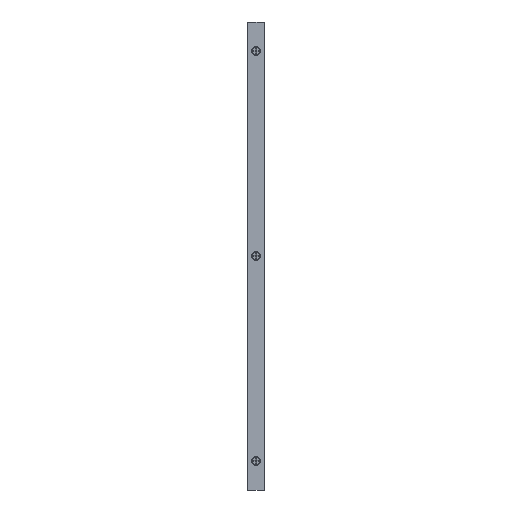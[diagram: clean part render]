
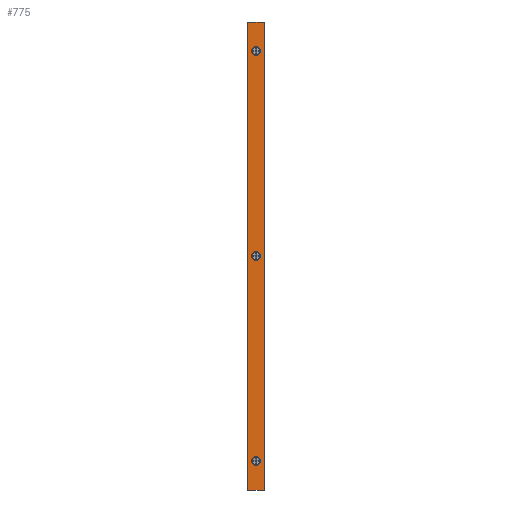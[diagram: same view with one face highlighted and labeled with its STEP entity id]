
A CAD part, front view. The second image highlights one B-rep face of the part: STEP entity #775.
In plain terms, the highlighted face is planar.
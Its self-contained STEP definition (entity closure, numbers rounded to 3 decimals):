
#112=CARTESIAN_POINT('',(3.,1.1,112.41));
#113=VERTEX_POINT('',#112);
#114=CARTESIAN_POINT('',(0.,1.1,112.41));
#115=DIRECTION('',(0.0,-1.0,0.0));
#116=DIRECTION('',(1.0,0.0,0.0));
#117=AXIS2_PLACEMENT_3D('',#114,#115,#116);
#118=CIRCLE('',#117,3.0);
#119=EDGE_CURVE('',#113,#113,#118,.T.);
#160=CARTESIAN_POINT('',(3.0,1.1,-29.83));
#161=VERTEX_POINT('',#160);
#162=CARTESIAN_POINT('',(0.0,1.1,-29.83));
#163=DIRECTION('',(0.0,-1.0,0.0));
#164=DIRECTION('',(1.0,0.0,0.0));
#165=AXIS2_PLACEMENT_3D('',#162,#163,#164);
#166=CIRCLE('',#165,3.0);
#167=EDGE_CURVE('',#161,#161,#166,.T.);
#208=CARTESIAN_POINT('',(3.,1.1,254.65));
#209=VERTEX_POINT('',#208);
#210=CARTESIAN_POINT('',(0.,1.1,254.65));
#211=DIRECTION('',(0.0,-1.0,0.0));
#212=DIRECTION('',(1.0,0.0,0.0));
#213=AXIS2_PLACEMENT_3D('',#210,#211,#212);
#214=CIRCLE('',#213,3.0);
#215=EDGE_CURVE('',#209,#209,#214,.T.);
#299=CARTESIAN_POINT('',(-5.7,1.1,274.82));
#300=VERTEX_POINT('',#299);
#307=CARTESIAN_POINT('',(-5.7,1.1,-50.0));
#308=VERTEX_POINT('',#307);
#309=CARTESIAN_POINT('',(-5.7,1.1,-50.0));
#310=DIRECTION('',(0.0,0.0,1.0));
#311=VECTOR('',#310,324.82);
#312=LINE('',#309,#311);
#313=EDGE_CURVE('',#308,#300,#312,.T.);
#427=CARTESIAN_POINT('',(5.7,1.1,274.82));
#428=VERTEX_POINT('',#427);
#435=CARTESIAN_POINT('',(-5.7,1.1,274.82));
#436=DIRECTION('',(1.0,0.0,0.0));
#437=VECTOR('',#436,11.4);
#438=LINE('',#435,#437);
#439=EDGE_CURVE('',#300,#428,#438,.T.);
#743=CARTESIAN_POINT('',(-5.7,1.1,-50.0));
#744=DIRECTION('',(0.0,1.0,0.0));
#745=DIRECTION('',(0.0,0.0,1.0));
#746=AXIS2_PLACEMENT_3D('',#743,#744,#745);
#747=PLANE('',#746);
#748=ORIENTED_EDGE('',*,*,#439,.T.);
#749=CARTESIAN_POINT('',(5.7,1.1,-50.0));
#750=VERTEX_POINT('',#749);
#751=CARTESIAN_POINT('',(5.7,1.1,-50.0));
#752=DIRECTION('',(0.0,0.0,1.0));
#753=VECTOR('',#752,324.82);
#754=LINE('',#751,#753);
#755=EDGE_CURVE('',#750,#428,#754,.T.);
#756=ORIENTED_EDGE('',*,*,#755,.F.);
#757=CARTESIAN_POINT('',(-5.7,1.1,-50.0));
#758=DIRECTION('',(1.0,0.0,0.0));
#759=VECTOR('',#758,11.4);
#760=LINE('',#757,#759);
#761=EDGE_CURVE('',#308,#750,#760,.T.);
#762=ORIENTED_EDGE('',*,*,#761,.F.);
#763=ORIENTED_EDGE('',*,*,#313,.T.);
#764=EDGE_LOOP('',(#748,#756,#762,#763));
#765=FACE_OUTER_BOUND('',#764,.T.);
#766=ORIENTED_EDGE('',*,*,#119,.T.);
#767=EDGE_LOOP('',(#766));
#768=FACE_BOUND('',#767,.T.);
#769=ORIENTED_EDGE('',*,*,#167,.T.);
#770=EDGE_LOOP('',(#769));
#771=FACE_BOUND('',#770,.T.);
#772=ORIENTED_EDGE('',*,*,#215,.T.);
#773=EDGE_LOOP('',(#772));
#774=FACE_BOUND('',#773,.T.);
#775=ADVANCED_FACE('',(#765,#768,#771,#774),#747,.T.);
